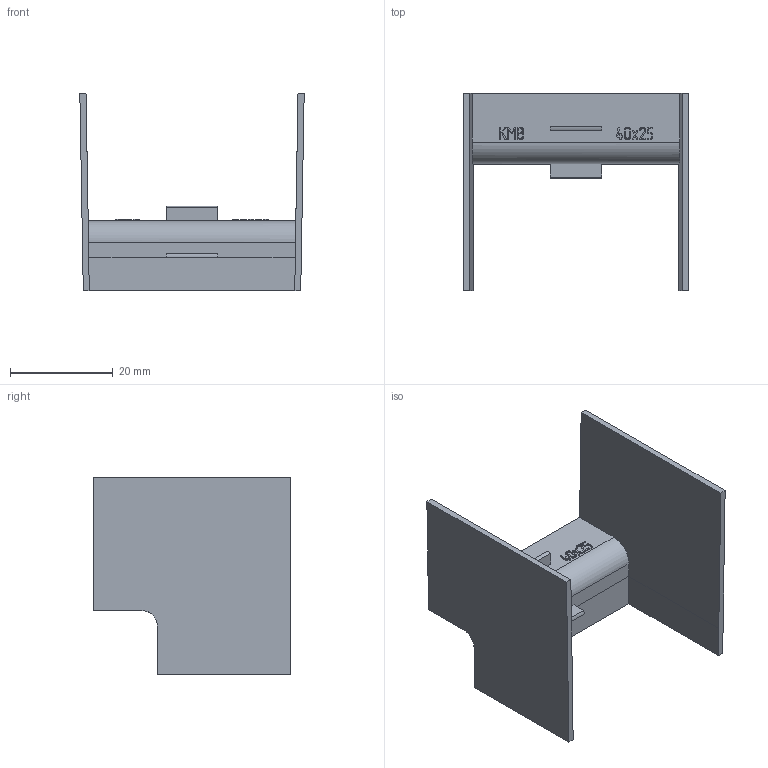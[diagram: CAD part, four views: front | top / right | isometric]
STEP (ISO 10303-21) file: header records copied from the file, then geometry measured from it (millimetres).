
FILE_DESCRIPTION (( 'STEP AP214' ), '1' );
FILE_NAME ('ÊÌÂ 40õ25_èçì.1.STEP', '2016-06-20T08:37:46', ( '' ), ( '' ), 'SwSTEP 2.0', 'SolidWorks 2014', '' );
FILE_SCHEMA (( 'AUTOMOTIVE_DESIGN' ));
Length unit declared in the file: millimetre
Products named in the file (1): ÊÌÂ 40õ25_èçì.1
Bounding box: 43.74 x 38.5 x 38.5 mm (x, y, z)
Volume: 4409.3 mm3; surface area: 7858 mm2
Topology: 1 solids, 1 shells, 267 faces, 742 edges, 494 vertices
Faces by surface type: plane 164, bspline 95, cylinder 8
Entity records: 11084 total; most frequent: CARTESIAN_POINT 4883, ORIENTED_EDGE 1484, DIRECTION 894, EDGE_CURVE 742, LINE 532, VECTOR 532, VERTEX_POINT 494, EDGE_LOOP 284
